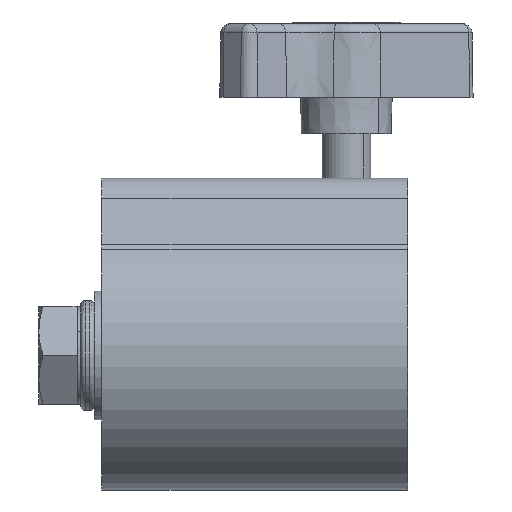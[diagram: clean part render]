
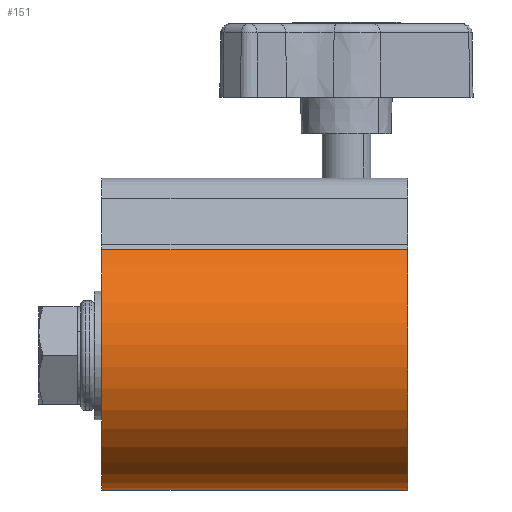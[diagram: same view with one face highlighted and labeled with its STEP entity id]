
A CAD part, left-side view. The second image highlights one B-rep face of the part: STEP entity #151.
In plain terms, the highlighted cylindrical face has radius 22 mm (diameter 44 mm), a partial arc.
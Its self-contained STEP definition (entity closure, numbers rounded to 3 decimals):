
#151 = ADVANCED_FACE ( 'NONE', ( #28665 ), #35811, .T. ) ;
#739 = DIRECTION ( 'NONE',  ( 0., 0., -1. ) ) ;
#2202 = CARTESIAN_POINT ( 'NONE',  ( 0., 25., -22. ) ) ;
#4841 = DIRECTION ( 'NONE',  ( 0., -1., 0. ) ) ;
#7784 = EDGE_CURVE ( 'NONE', #57077, #43071, #28434, .T. ) ;
#11682 = EDGE_LOOP ( 'NONE', ( #49535, #26340, #45664, #22991 ) ) ;
#13213 = LINE ( 'NONE', #32226, #38988 ) ;
#13407 = DIRECTION ( 'NONE',  ( 0., 1., 0. ) ) ;
#17946 = CIRCLE ( 'NONE', #39687, 22. ) ;
#18154 = DIRECTION ( 'NONE',  ( 0., 0., 1. ) ) ;
#18360 = CARTESIAN_POINT ( 'NONE',  ( 0., 25., 0. ) ) ;
#18620 = CARTESIAN_POINT ( 'NONE',  ( 0., 25., 0. ) ) ;
#20238 = EDGE_CURVE ( 'NONE', #28142, #29817, #17946, .T. ) ;
#22991 = ORIENTED_EDGE ( 'NONE', *, *, #31629, .T. ) ;
#23436 = AXIS2_PLACEMENT_3D ( 'NONE', #46162, #36118, #18154 ) ;
#24631 = CARTESIAN_POINT ( 'NONE',  ( -13.575, -25., 17.312 ) ) ;
#25934 = CARTESIAN_POINT ( 'NONE',  ( -13.575, 25., 17.312 ) ) ;
#26340 = ORIENTED_EDGE ( 'NONE', *, *, #47388, .T. ) ;
#28142 = VERTEX_POINT ( 'NONE', #2202 ) ;
#28434 = CIRCLE ( 'NONE', #23436, 22. ) ;
#28665 = FACE_OUTER_BOUND ( 'NONE', #11682, .T. ) ;
#29817 = VERTEX_POINT ( 'NONE', #25934 ) ;
#31629 = EDGE_CURVE ( 'NONE', #43071, #29817, #55030, .T. ) ;
#32226 = CARTESIAN_POINT ( 'NONE',  ( 0., 25., -22. ) ) ;
#35811 = CYLINDRICAL_SURFACE ( 'NONE', #55888, 22. ) ;
#36118 = DIRECTION ( 'NONE',  ( 0., 1., 0. ) ) ;
#38988 = VECTOR ( 'NONE', #4841, 1000. ) ;
#39687 = AXIS2_PLACEMENT_3D ( 'NONE', #18620, #13407, #45425 ) ;
#40983 = CARTESIAN_POINT ( 'NONE',  ( 0., -25., -22. ) ) ;
#41755 = DIRECTION ( 'NONE',  ( 0., -1., 0. ) ) ;
#43071 = VERTEX_POINT ( 'NONE', #24631 ) ;
#45425 = DIRECTION ( 'NONE',  ( 0., 0., 1. ) ) ;
#45664 = ORIENTED_EDGE ( 'NONE', *, *, #7784, .T. ) ;
#46162 = CARTESIAN_POINT ( 'NONE',  ( 0., -25., 0. ) ) ;
#47388 = EDGE_CURVE ( 'NONE', #28142, #57077, #13213, .T. ) ;
#47785 = CARTESIAN_POINT ( 'NONE',  ( -13.575, 25., 17.312 ) ) ;
#49535 = ORIENTED_EDGE ( 'NONE', *, *, #20238, .F. ) ;
#52217 = DIRECTION ( 'NONE',  ( 0., 1., 0. ) ) ;
#52900 = VECTOR ( 'NONE', #52217, 1000. ) ;
#55030 = LINE ( 'NONE', #47785, #52900 ) ;
#55888 = AXIS2_PLACEMENT_3D ( 'NONE', #18360, #41755, #739 ) ;
#57077 = VERTEX_POINT ( 'NONE', #40983 ) ;
